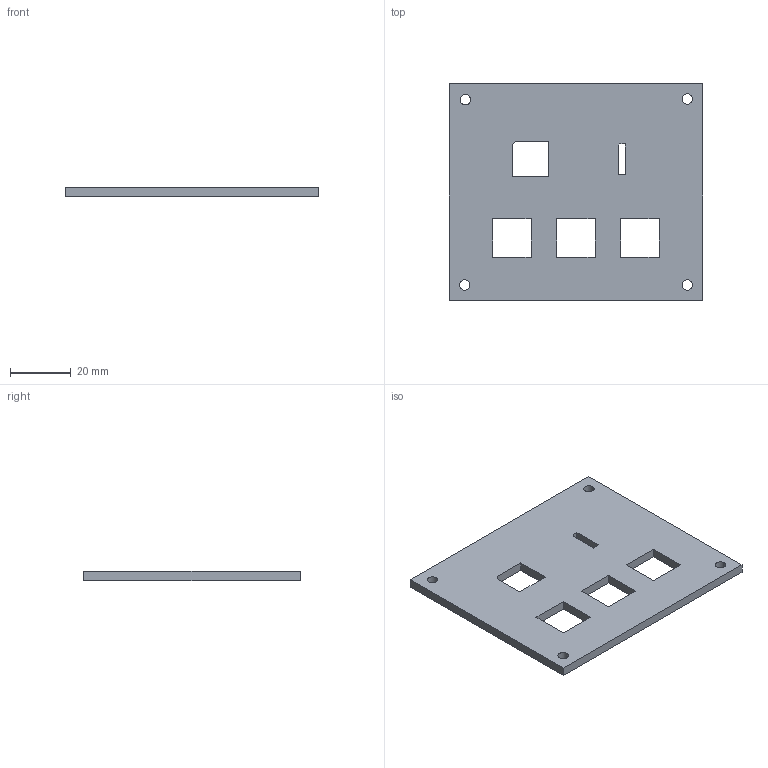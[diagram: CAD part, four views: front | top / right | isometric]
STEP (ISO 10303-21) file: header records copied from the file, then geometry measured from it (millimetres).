
FILE_DESCRIPTION(/* description */ (''),/* implementation_level */ '2;1');
FILE_NAME(/* name */ 'Barsapad_Plate.step',/* time_stamp */ '2026-02-14T19:52:47-05:00',/* author */ (''),/* organization */ (''),/* preprocessor_version */ 'ST-DEVELOPER v20.1',/* originating_system */ 'Autodesk Translation Framework v14.24.0.0',/* authorisation */ '');
FILE_SCHEMA (('AUTOMOTIVE_DESIGN { 1 0 10303 214 3 1 1 }'));
Length unit declared in the file: millimetre
Products named in the file (1): 2026-02-14-18-42-47-004
Bounding box: 83 x 71 x 3 mm (x, y, z)
Volume: 15660.5 mm3; surface area: 12158.4 mm2
Topology: 1 solids, 1 shells, 32 faces, 90 edges, 60 vertices
Faces by surface type: plane 28, cylinder 4
Full cylindrical faces by diameter (mm): 3.4 x4
Entity records: 1091 total; most frequent: CARTESIAN_POINT 183, ORIENTED_EDGE 180, DIRECTION 164, EDGE_CURVE 90, LINE 82, VECTOR 82, VERTEX_POINT 60, EDGE_LOOP 50
